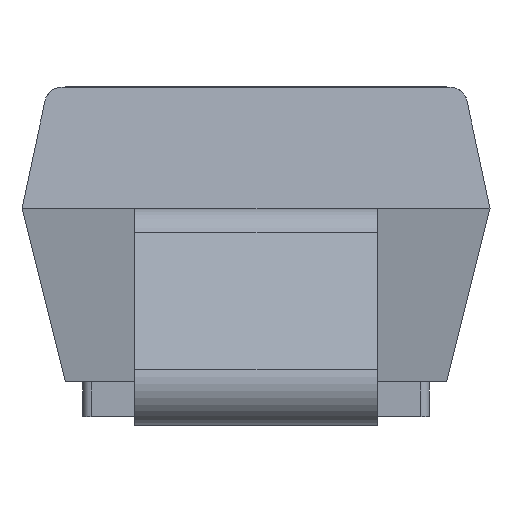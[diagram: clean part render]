
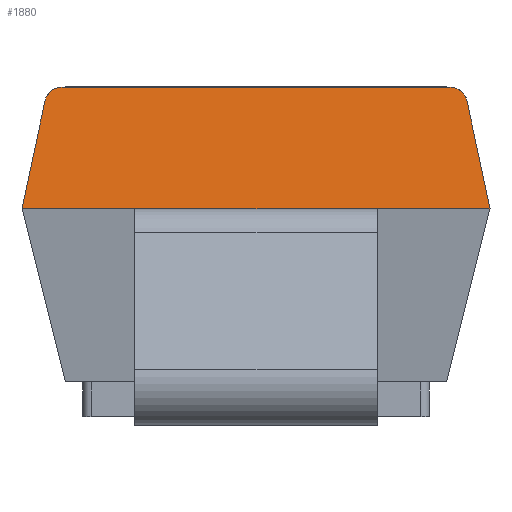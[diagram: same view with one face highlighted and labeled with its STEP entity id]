
A CAD part, left-side view. The second image highlights one B-rep face of the part: STEP entity #1880.
In plain terms, the highlighted planar face has unit normal (-0.99, 0, 0.141).
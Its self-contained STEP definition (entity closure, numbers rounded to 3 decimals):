
#31 = ORIENTED_EDGE ( 'NONE', *, *, #1759, .T. ) ;
#67 =( BOUNDED_CURVE ( )  B_SPLINE_CURVE ( 3, ( #902, #918, #1753, #2126 ),
 .UNSPECIFIED., .F., .F. ) 
 B_SPLINE_CURVE_WITH_KNOTS ( ( 4, 4 ),
 ( 3.142, 4.501 ),
 .UNSPECIFIED. ) 
 CURVE ( )  GEOMETRIC_REPRESENTATION_ITEM ( )  RATIONAL_B_SPLINE_CURVE ( ( 1., 0.852, 0.852, 1. ) ) 
 REPRESENTATION_ITEM ( '' )  );
#110 = ORIENTED_EDGE ( 'NONE', *, *, #468, .T. ) ;
#147 = VERTEX_POINT ( 'NONE', #862 ) ;
#180 = VERTEX_POINT ( 'NONE', #2129 ) ;
#192 = DIRECTION ( 'NONE',  ( 0., 1., 0. ) ) ;
#197 = CARTESIAN_POINT ( 'NONE',  ( -2.05, 1.119, 1.96 ) ) ;
#224 = CARTESIAN_POINT ( 'NONE',  ( -2.061, 1.217, 1.881 ) ) ;
#226 = EDGE_CURVE ( 'NONE', #2511, #277, #1152, .T. ) ;
#267 = VECTOR ( 'NONE', #192, 1000. ) ;
#277 = VERTEX_POINT ( 'NONE', #2284 ) ;
#370 = DIRECTION ( 'NONE',  ( 0., 1., 0. ) ) ;
#375 = CARTESIAN_POINT ( 'NONE',  ( -2.061, -1.217, 1.881 ) ) ;
#384 = EDGE_CURVE ( 'NONE', #2584, #2511, #67, .T. ) ;
#422 = LINE ( 'NONE', #2055, #267 ) ;
#468 = EDGE_CURVE ( 'NONE', #2584, #147, #746, .T. ) ;
#529 = ORIENTED_EDGE ( 'NONE', *, *, #748, .T. ) ;
#562 = VECTOR ( 'NONE', #370, 1000. ) ;
#584 = DIRECTION ( 'NONE',  ( 0.99, 0., -0.141 ) ) ;
#624 = EDGE_LOOP ( 'NONE', ( #2169, #529, #1799, #1208, #110, #1998, #2237, #31 ) ) ;
#679 = CARTESIAN_POINT ( 'NONE',  ( -2.15, 0., 1.26 ) ) ;
#689 = VECTOR ( 'NONE', #926, 1000. ) ;
#716 = CARTESIAN_POINT ( 'NONE',  ( -2.15, 1.35, 1.26 ) ) ;
#746 = LINE ( 'NONE', #1226, #562 ) ;
#748 = EDGE_CURVE ( 'NONE', #2074, #277, #1811, .T. ) ;
#862 = CARTESIAN_POINT ( 'NONE',  ( -2.05, 1.119, 1.96 ) ) ;
#902 = CARTESIAN_POINT ( 'NONE',  ( -2.05, -1.119, 1.96 ) ) ;
#918 = CARTESIAN_POINT ( 'NONE',  ( -2.05, -1.168, 1.96 ) ) ;
#926 = DIRECTION ( 'NONE',  ( -0.138, -0.208, -0.968 ) ) ;
#1003 = CARTESIAN_POINT ( 'NONE',  ( -2.061, 1.217, 1.881 ) ) ;
#1106 = CARTESIAN_POINT ( 'NONE',  ( -2.05, -1.119, 1.96 ) ) ;
#1139 = DIRECTION ( 'NONE',  ( 0., -1., 0. ) ) ;
#1152 = LINE ( 'NONE', #2226, #689 ) ;
#1155 = LINE ( 'NONE', #1820, #2608 ) ;
#1208 = ORIENTED_EDGE ( 'NONE', *, *, #384, .F. ) ;
#1226 = CARTESIAN_POINT ( 'NONE',  ( -2.05, 0., 1.96 ) ) ;
#1381 =( BOUNDED_CURVE ( )  B_SPLINE_CURVE ( 3, ( #224, #2088, #1454, #197 ),
 .UNSPECIFIED., .F., .F. ) 
 B_SPLINE_CURVE_WITH_KNOTS ( ( 4, 4 ),
 ( 4.923, 6.283 ),
 .UNSPECIFIED. ) 
 CURVE ( )  GEOMETRIC_REPRESENTATION_ITEM ( )  RATIONAL_B_SPLINE_CURVE ( ( 1., 0.852, 0.852, 1. ) ) 
 REPRESENTATION_ITEM ( '' )  );
#1454 = CARTESIAN_POINT ( 'NONE',  ( -2.05, 1.168, 1.96 ) ) ;
#1511 = EDGE_CURVE ( 'NONE', #1898, #147, #1381, .T. ) ;
#1576 = DIRECTION ( 'NONE',  ( 0.138, -0.208, 0.968 ) ) ;
#1598 = DIRECTION ( 'NONE',  ( 0., -1., 0. ) ) ;
#1604 = CARTESIAN_POINT ( 'NONE',  ( -2.15, -1.35, 1.26 ) ) ;
#1753 = CARTESIAN_POINT ( 'NONE',  ( -2.054, -1.207, 1.929 ) ) ;
#1759 = EDGE_CURVE ( 'NONE', #2161, #180, #2143, .T. ) ;
#1780 = CARTESIAN_POINT ( 'NONE',  ( -2.15, 0., 1.26 ) ) ;
#1799 = ORIENTED_EDGE ( 'NONE', *, *, #226, .F. ) ;
#1811 = LINE ( 'NONE', #1780, #1852 ) ;
#1820 = CARTESIAN_POINT ( 'NONE',  ( -2.1, 1.275, 1.61 ) ) ;
#1852 = VECTOR ( 'NONE', #1598, 1000. ) ;
#1862 = EDGE_CURVE ( 'NONE', #2161, #1898, #1155, .T. ) ;
#1880 = ADVANCED_FACE ( 'NONE', ( #2633 ), #2600, .F. ) ;
#1896 = VECTOR ( 'NONE', #1139, 1000. ) ;
#1898 = VERTEX_POINT ( 'NONE', #1003 ) ;
#1942 = EDGE_CURVE ( 'NONE', #2074, #180, #422, .T. ) ;
#1998 = ORIENTED_EDGE ( 'NONE', *, *, #1511, .F. ) ;
#2055 = CARTESIAN_POINT ( 'NONE',  ( -2.15, 0., 1.26 ) ) ;
#2074 = VERTEX_POINT ( 'NONE', #2155 ) ;
#2088 = CARTESIAN_POINT ( 'NONE',  ( -2.054, 1.207, 1.929 ) ) ;
#2107 = AXIS2_PLACEMENT_3D ( 'NONE', #1604, #584, #2426 ) ;
#2126 = CARTESIAN_POINT ( 'NONE',  ( -2.061, -1.217, 1.881 ) ) ;
#2129 = CARTESIAN_POINT ( 'NONE',  ( -2.15, 0.7, 1.26 ) ) ;
#2143 = LINE ( 'NONE', #679, #1896 ) ;
#2155 = CARTESIAN_POINT ( 'NONE',  ( -2.15, -0.7, 1.26 ) ) ;
#2161 = VERTEX_POINT ( 'NONE', #716 ) ;
#2169 = ORIENTED_EDGE ( 'NONE', *, *, #1942, .F. ) ;
#2226 = CARTESIAN_POINT ( 'NONE',  ( -2.1, -1.275, 1.61 ) ) ;
#2237 = ORIENTED_EDGE ( 'NONE', *, *, #1862, .F. ) ;
#2284 = CARTESIAN_POINT ( 'NONE',  ( -2.15, -1.35, 1.26 ) ) ;
#2426 = DIRECTION ( 'NONE',  ( 0., 1., 0. ) ) ;
#2511 = VERTEX_POINT ( 'NONE', #375 ) ;
#2584 = VERTEX_POINT ( 'NONE', #1106 ) ;
#2600 = PLANE ( 'NONE',  #2107 ) ;
#2608 = VECTOR ( 'NONE', #1576, 1000. ) ;
#2633 = FACE_OUTER_BOUND ( 'NONE', #624, .T. ) ;
